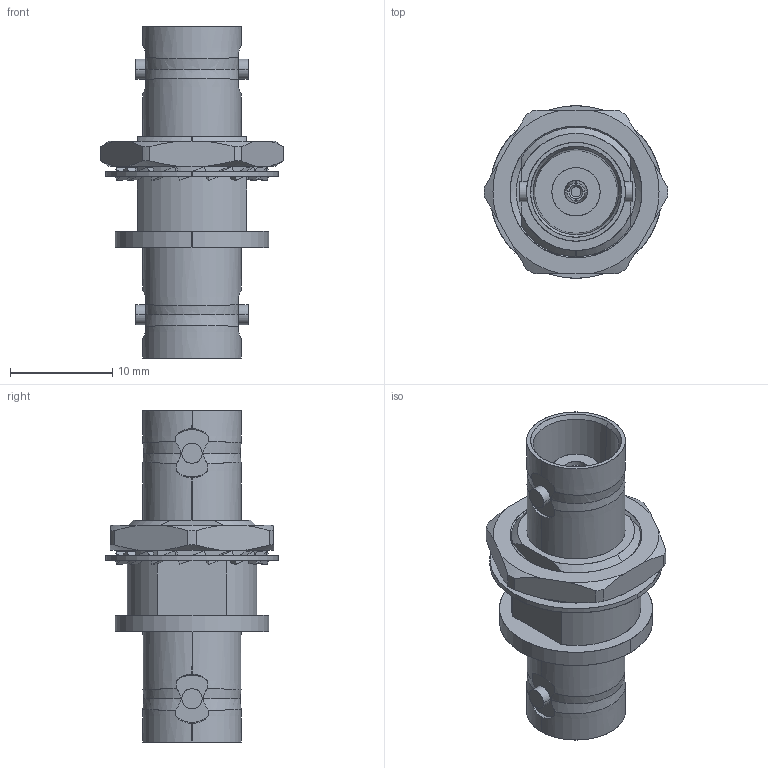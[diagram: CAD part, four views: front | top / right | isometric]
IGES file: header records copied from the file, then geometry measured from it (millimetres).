
Start section: SolidWorks IGES file using analytic representation for surfaces
Global section: file name: R141.723.000B.IGS; native system: SolidWorks 2014; preprocessor: SolidWorks 2014; author: RAYMOND_G; date: 141211.140227; units: millimetre
Bounding box: 18 x 16.9 x 32.51 mm (x, y, z)
Surface area: 2790.3 mm2 (no closed solid volume)
Topology: 0 solids, 0 shells, 331 faces, 3660 edges, 3660 vertices
Faces by surface type: revolution 177, bspline 154
